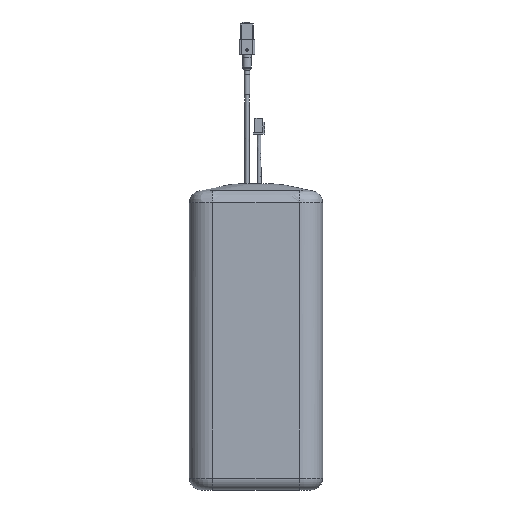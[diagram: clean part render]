
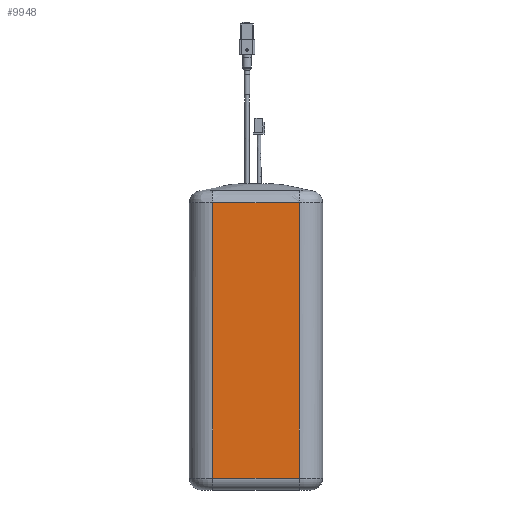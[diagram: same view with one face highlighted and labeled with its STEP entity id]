
A CAD part, left-side view. The second image highlights one B-rep face of the part: STEP entity #9948.
In plain terms, the highlighted planar face has unit normal (-1, 0, 0).
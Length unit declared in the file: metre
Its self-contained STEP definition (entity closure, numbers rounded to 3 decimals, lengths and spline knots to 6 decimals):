
#186=B_SPLINE_CURVE_WITH_KNOTS('',3,(#13699,#13700,#13701,#13702,#13703,
#13704,#13705,#13706,#13707,#13708,#13709,#13710,#13711),.UNSPECIFIED.,
 .F.,.F.,(4,1,1,1,1,1,1,1,1,1,4),(0.,0.002716,
0.005433,0.010865,0.016298,0.021731,
0.027163,0.032596,0.038029,0.040745,
0.043461),.UNSPECIFIED.);
#494=LINE('',#13692,#1507);
#495=LINE('',#13695,#1508);
#496=LINE('',#13697,#1509);
#1507=VECTOR('',#11466,1.);
#1508=VECTOR('',#11467,1.);
#1509=VECTOR('',#11468,1.);
#2658=PLANE('',#10839);
#3021=ORIENTED_EDGE('',*,*,#5933,.T.);
#3022=ORIENTED_EDGE('',*,*,#5934,.T.);
#3023=ORIENTED_EDGE('',*,*,#5935,.F.);
#3024=ORIENTED_EDGE('',*,*,#5936,.T.);
#5933=EDGE_CURVE('',#7397,#7398,#494,.T.);
#5934=EDGE_CURVE('',#7398,#7399,#495,.F.);
#5935=EDGE_CURVE('',#7400,#7399,#496,.T.);
#5936=EDGE_CURVE('',#7400,#7397,#186,.T.);
#7397=VERTEX_POINT('',#13693);
#7398=VERTEX_POINT('',#13694);
#7399=VERTEX_POINT('',#13696);
#7400=VERTEX_POINT('',#13698);
#8557=EDGE_LOOP('',(#3021,#3022,#3023,#3024));
#9213=FACE_BOUND('',#8557,.T.);
#9948=ADVANCED_FACE('',(#9213),#2658,.T.);
#10839=AXIS2_PLACEMENT_3D('',#13691,#11464,#11465);
#11464=DIRECTION('',(-1.,0.,0.));
#11465=DIRECTION('',(0.,0.,1.));
#11466=DIRECTION('',(0.,0.,-1.));
#11467=DIRECTION('',(0.,1.,0.));
#11468=DIRECTION('',(0.,0.,-1.));
#13691=CARTESIAN_POINT('',(-0.0335,0.,0.15));
#13692=CARTESIAN_POINT('',(-0.0335,0.021728,0.15));
#13693=CARTESIAN_POINT('',(-0.0335,0.021728,0.144526));
#13694=CARTESIAN_POINT('',(-0.0335,0.021728,0.006));
#13695=CARTESIAN_POINT('',(-0.0335,-0.021728,0.006));
#13696=CARTESIAN_POINT('',(-0.0335,-0.021728,0.006));
#13697=CARTESIAN_POINT('',(-0.0335,-0.021728,0.15));
#13698=CARTESIAN_POINT('',(-0.0335,-0.021728,0.144526));
#13699=CARTESIAN_POINT('',(-0.0335,-0.021728,0.144526));
#13700=CARTESIAN_POINT('',(-0.0335,-0.020823,0.144584));
#13701=CARTESIAN_POINT('',(-0.0335,-0.019012,0.144669));
#13702=CARTESIAN_POINT('',(-0.0335,-0.01539,0.144583));
#13703=CARTESIAN_POINT('',(-0.0335,-0.010863,0.144616));
#13704=CARTESIAN_POINT('',(-0.0335,-0.00543,0.144648));
#13705=CARTESIAN_POINT('',(-0.0335,0.000002,0.144662));
#13706=CARTESIAN_POINT('',(-0.0335,0.005435,0.144648));
#13707=CARTESIAN_POINT('',(-0.0335,0.010868,0.144616));
#13708=CARTESIAN_POINT('',(-0.0335,0.015395,0.144583));
#13709=CARTESIAN_POINT('',(-0.0335,0.019017,0.144669));
#13710=CARTESIAN_POINT('',(-0.0335,0.020825,0.144584));
#13711=CARTESIAN_POINT('',(-0.0335,0.021728,0.144526));
